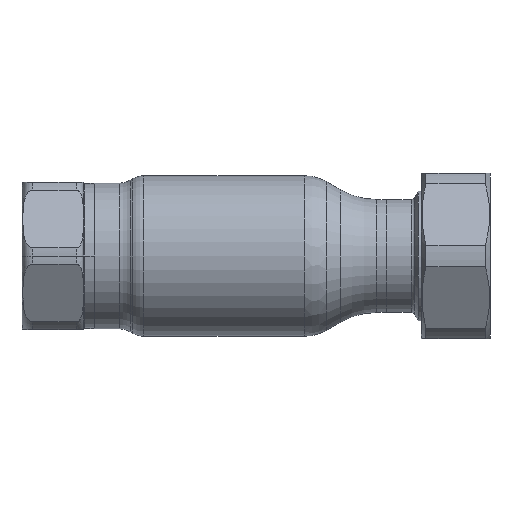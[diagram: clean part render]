
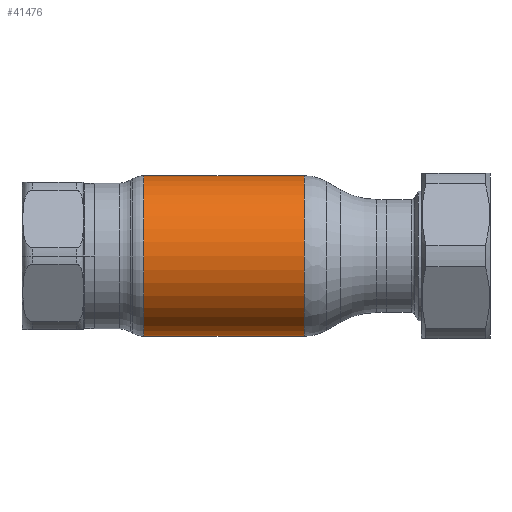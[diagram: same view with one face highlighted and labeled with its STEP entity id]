
A CAD part, front view. The second image highlights one B-rep face of the part: STEP entity #41476.
In plain terms, the highlighted cylindrical face has radius 22.25 mm (diameter 44.5 mm), a partial arc.
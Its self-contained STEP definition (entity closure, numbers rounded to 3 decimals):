
#35 = CARTESIAN_POINT ( 'NONE',  ( -22.285, 0., -22.25 ) ) ;
#1987 = ORIENTED_EDGE ( 'NONE', *, *, #51847, .T. ) ;
#2187 = AXIS2_PLACEMENT_3D ( 'NONE', #9925, #38030, #28679 ) ;
#7225 = DIRECTION ( 'NONE',  ( 0., 0., -1. ) ) ;
#8557 = FACE_OUTER_BOUND ( 'NONE', #24213, .T. ) ;
#9530 = VECTOR ( 'NONE', #59310, 1000. ) ;
#9559 = DIRECTION ( 'NONE',  ( 0., 0., -1. ) ) ;
#9915 = VERTEX_POINT ( 'NONE', #35 ) ;
#9925 = CARTESIAN_POINT ( 'NONE',  ( -22.285, 0., 0. ) ) ;
#16344 = CARTESIAN_POINT ( 'NONE',  ( 62.69, 0., 0. ) ) ;
#18427 = ORIENTED_EDGE ( 'NONE', *, *, #43752, .F. ) ;
#19561 = DIRECTION ( 'NONE',  ( 1., 0., 0. ) ) ;
#20485 = VERTEX_POINT ( 'NONE', #57954 ) ;
#21033 = CIRCLE ( 'NONE', #56653, 22.25 ) ;
#24213 = EDGE_LOOP ( 'NONE', ( #33212, #42597, #1987, #18427 ) ) ;
#25384 = DIRECTION ( 'NONE',  ( 1., 0., 0. ) ) ;
#27321 = CYLINDRICAL_SURFACE ( 'NONE', #35376, 22.25 ) ;
#28679 = DIRECTION ( 'NONE',  ( 0., 0., -1. ) ) ;
#32720 = DIRECTION ( 'NONE',  ( 1., 0., 0. ) ) ;
#33212 = ORIENTED_EDGE ( 'NONE', *, *, #51734, .F. ) ;
#35376 = AXIS2_PLACEMENT_3D ( 'NONE', #16344, #25384, #7225 ) ;
#35602 = CARTESIAN_POINT ( 'NONE',  ( 22.285, 0., -22.25 ) ) ;
#36383 = CARTESIAN_POINT ( 'NONE',  ( 62.69, 0., 22.25 ) ) ;
#36680 = LINE ( 'NONE', #36958, #57738 ) ;
#36922 = CARTESIAN_POINT ( 'NONE',  ( 22.285, 0., 22.25 ) ) ;
#36958 = CARTESIAN_POINT ( 'NONE',  ( 62.69, 0., -22.25 ) ) ;
#37276 = VERTEX_POINT ( 'NONE', #36922 ) ;
#38030 = DIRECTION ( 'NONE',  ( 1., 0., 0. ) ) ;
#41476 = ADVANCED_FACE ( 'NONE', ( #8557 ), #27321, .T. ) ;
#42597 = ORIENTED_EDGE ( 'NONE', *, *, #57336, .T. ) ;
#42734 = CIRCLE ( 'NONE', #2187, 22.25 ) ;
#43752 = EDGE_CURVE ( 'NONE', #37276, #44907, #21033, .T. ) ;
#44527 = LINE ( 'NONE', #36383, #9530 ) ;
#44907 = VERTEX_POINT ( 'NONE', #35602 ) ;
#47341 = CARTESIAN_POINT ( 'NONE',  ( 22.285, 0., 0. ) ) ;
#51734 = EDGE_CURVE ( 'NONE', #20485, #37276, #44527, .T. ) ;
#51847 = EDGE_CURVE ( 'NONE', #9915, #44907, #36680, .T. ) ;
#56653 = AXIS2_PLACEMENT_3D ( 'NONE', #47341, #19561, #9559 ) ;
#57336 = EDGE_CURVE ( 'NONE', #20485, #9915, #42734, .T. ) ;
#57738 = VECTOR ( 'NONE', #32720, 1000. ) ;
#57954 = CARTESIAN_POINT ( 'NONE',  ( -22.285, 0., 22.25 ) ) ;
#59310 = DIRECTION ( 'NONE',  ( 1., 0., 0. ) ) ;
